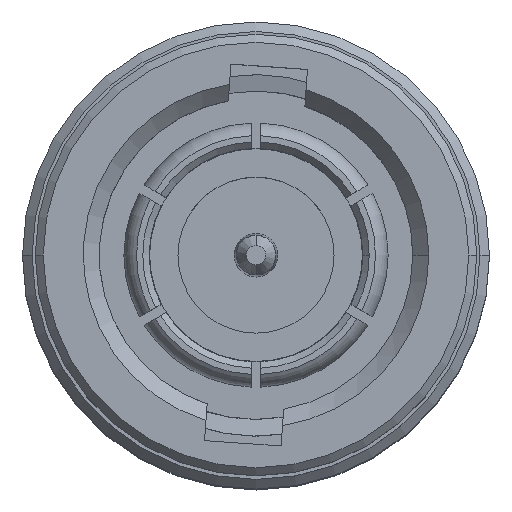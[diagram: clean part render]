
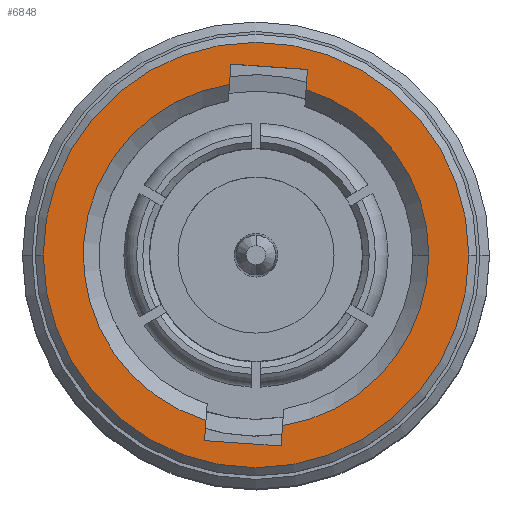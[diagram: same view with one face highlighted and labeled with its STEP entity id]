
A CAD part, top view. The second image highlights one B-rep face of the part: STEP entity #6848.
In plain terms, the highlighted planar face has unit normal (0, 0, 1).
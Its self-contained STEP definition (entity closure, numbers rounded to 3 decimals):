
#183 = VECTOR ( 'NONE', #5077, 1000. ) ;
#353 = CIRCLE ( 'NONE', #2611, 5.4 ) ;
#354 = VECTOR ( 'NONE', #1003, 1000. ) ;
#364 = CARTESIAN_POINT ( 'NONE',  ( 0.786, -5.969, 1.05 ) ) ;
#408 = CARTESIAN_POINT ( 'NONE',  ( -1.528, -4.656, 1.05 ) ) ;
#624 = LINE ( 'NONE', #10653, #354 ) ;
#986 = ORIENTED_EDGE ( 'NONE', *, *, #9956, .F. ) ;
#992 = ORIENTED_EDGE ( 'NONE', *, *, #1205, .F. ) ;
#1003 = DIRECTION ( 'NONE',  ( -0.07, -0.998, 0. ) ) ;
#1030 = CARTESIAN_POINT ( 'NONE',  ( 0.83, -5.336, 1.05 ) ) ;
#1035 = DIRECTION ( 'NONE',  ( 0.07, 0.998, 0. ) ) ;
#1200 = CARTESIAN_POINT ( 'NONE',  ( -1.564, -5.168, 1.05 ) ) ;
#1205 = EDGE_CURVE ( 'NONE', #9515, #7642, #4890, .T. ) ;
#1540 = CARTESIAN_POINT ( 'NONE',  ( -1.609, -5.802, 1.05 ) ) ;
#1643 = AXIS2_PLACEMENT_3D ( 'NONE', #5313, #9628, #4614 ) ;
#1695 = PLANE ( 'NONE',  #6466 ) ;
#1717 = VERTEX_POINT ( 'NONE', #5315 ) ;
#2012 = EDGE_CURVE ( 'NONE', #6846, #4085, #6847, .T. ) ;
#2026 = CIRCLE ( 'NONE', #4103, 5.4 ) ;
#2148 = ORIENTED_EDGE ( 'NONE', *, *, #2012, .F. ) ;
#2383 = CARTESIAN_POINT ( 'NONE',  ( 6.65, 0., 1.05 ) ) ;
#2452 = EDGE_CURVE ( 'NONE', #4085, #10562, #3197, .T. ) ;
#2469 = EDGE_CURVE ( 'NONE', #7450, #3688, #2943, .T. ) ;
#2611 = AXIS2_PLACEMENT_3D ( 'NONE', #10409, #7809, #5732 ) ;
#2861 = CARTESIAN_POINT ( 'NONE',  ( 0., 0., 1.05 ) ) ;
#2943 = CIRCLE ( 'NONE', #7532, 6.65 ) ;
#2966 = EDGE_CURVE ( 'NONE', #10793, #10540, #10351, .T. ) ;
#3095 = EDGE_CURVE ( 'NONE', #1717, #10793, #353, .T. ) ;
#3197 = LINE ( 'NONE', #4084, #5119 ) ;
#3217 = ORIENTED_EDGE ( 'NONE', *, *, #4187, .F. ) ;
#3277 = AXIS2_PLACEMENT_3D ( 'NONE', #8653, #3706, #9535 ) ;
#3359 = ORIENTED_EDGE ( 'NONE', *, *, #6551, .F. ) ;
#3509 = VERTEX_POINT ( 'NONE', #7730 ) ;
#3682 = DIRECTION ( 'NONE',  ( 1., 0., 0. ) ) ;
#3688 = VERTEX_POINT ( 'NONE', #2383 ) ;
#3706 = DIRECTION ( 'NONE',  ( 0., 0., 1. ) ) ;
#3792 = CIRCLE ( 'NONE', #1643, 6.65 ) ;
#4044 = DIRECTION ( 'NONE',  ( 0., 0., 1. ) ) ;
#4084 = CARTESIAN_POINT ( 'NONE',  ( -0.786, 5.969, 1.05 ) ) ;
#4085 = VERTEX_POINT ( 'NONE', #7847 ) ;
#4103 = AXIS2_PLACEMENT_3D ( 'NONE', #2861, #8629, #3682 ) ;
#4124 = ORIENTED_EDGE ( 'NONE', *, *, #4289, .T. ) ;
#4135 = ORIENTED_EDGE ( 'NONE', *, *, #2469, .T. ) ;
#4187 = EDGE_CURVE ( 'NONE', #10562, #1717, #624, .T. ) ;
#4289 = EDGE_CURVE ( 'NONE', #3688, #7450, #3792, .T. ) ;
#4614 = DIRECTION ( 'NONE',  ( -1., 0., 0. ) ) ;
#4794 = CARTESIAN_POINT ( 'NONE',  ( 0., 0., 1.05 ) ) ;
#4890 = LINE ( 'NONE', #6744, #183 ) ;
#5077 = DIRECTION ( 'NONE',  ( 0.07, 0.998, 0. ) ) ;
#5119 = VECTOR ( 'NONE', #7393, 1000. ) ;
#5124 = EDGE_LOOP ( 'NONE', ( #4135, #4124 ) ) ;
#5313 = CARTESIAN_POINT ( 'NONE',  ( 0., 0., 1.05 ) ) ;
#5315 = CARTESIAN_POINT ( 'NONE',  ( -0.83, 5.336, 1.05 ) ) ;
#5618 = DIRECTION ( 'NONE',  ( 0., 0., -1. ) ) ;
#5683 = DIRECTION ( 'NONE',  ( -1., 0., 0. ) ) ;
#5686 = FACE_OUTER_BOUND ( 'NONE', #5124, .T. ) ;
#5732 = DIRECTION ( 'NONE',  ( 1., 0., 0. ) ) ;
#6221 = LINE ( 'NONE', #1540, #8708 ) ;
#6466 = AXIS2_PLACEMENT_3D ( 'NONE', #10835, #5618, #10878 ) ;
#6525 = CARTESIAN_POINT ( 'NONE',  ( 1.564, 5.168, 1.05 ) ) ;
#6551 = EDGE_CURVE ( 'NONE', #10540, #9515, #6221, .T. ) ;
#6744 = CARTESIAN_POINT ( 'NONE',  ( 0.866, -4.823, 1.05 ) ) ;
#6846 = VERTEX_POINT ( 'NONE', #6525 ) ;
#6847 = LINE ( 'NONE', #8456, #8780 ) ;
#6848 = ADVANCED_FACE ( 'NONE', ( #7649, #5686 ), #1695, .F. ) ;
#7033 = CARTESIAN_POINT ( 'NONE',  ( -0.786, 5.969, 1.05 ) ) ;
#7361 = ORIENTED_EDGE ( 'NONE', *, *, #10525, .F. ) ;
#7393 = DIRECTION ( 'NONE',  ( -0.998, 0.07, 0. ) ) ;
#7450 = VERTEX_POINT ( 'NONE', #8494 ) ;
#7471 = CIRCLE ( 'NONE', #3277, 5.4 ) ;
#7532 = AXIS2_PLACEMENT_3D ( 'NONE', #4794, #4044, #5683 ) ;
#7642 = VERTEX_POINT ( 'NONE', #1030 ) ;
#7649 = FACE_BOUND ( 'NONE', #9809, .T. ) ;
#7730 = CARTESIAN_POINT ( 'NONE',  ( 5.4, 0., 1.05 ) ) ;
#7809 = DIRECTION ( 'NONE',  ( 0., 0., 1. ) ) ;
#7847 = CARTESIAN_POINT ( 'NONE',  ( 1.609, 5.802, 1.05 ) ) ;
#8064 = VECTOR ( 'NONE', #10187, 1000. ) ;
#8448 = ORIENTED_EDGE ( 'NONE', *, *, #3095, .F. ) ;
#8456 = CARTESIAN_POINT ( 'NONE',  ( 1.609, 5.802, 1.05 ) ) ;
#8494 = CARTESIAN_POINT ( 'NONE',  ( -6.65, 0., 1.05 ) ) ;
#8629 = DIRECTION ( 'NONE',  ( 0., 0., 1. ) ) ;
#8653 = CARTESIAN_POINT ( 'NONE',  ( 0., 0., 1.05 ) ) ;
#8708 = VECTOR ( 'NONE', #9861, 1000. ) ;
#8780 = VECTOR ( 'NONE', #1035, 1000. ) ;
#9260 = ORIENTED_EDGE ( 'NONE', *, *, #2966, .F. ) ;
#9515 = VERTEX_POINT ( 'NONE', #364 ) ;
#9535 = DIRECTION ( 'NONE',  ( 1., 0., 0. ) ) ;
#9628 = DIRECTION ( 'NONE',  ( 0., 0., 1. ) ) ;
#9696 = ORIENTED_EDGE ( 'NONE', *, *, #2452, .F. ) ;
#9809 = EDGE_LOOP ( 'NONE', ( #8448, #3217, #9696, #2148, #7361, #986, #992, #3359, #9260 ) ) ;
#9861 = DIRECTION ( 'NONE',  ( 0.998, -0.07, 0. ) ) ;
#9956 = EDGE_CURVE ( 'NONE', #7642, #3509, #2026, .T. ) ;
#10187 = DIRECTION ( 'NONE',  ( -0.07, -0.998, 0. ) ) ;
#10351 = LINE ( 'NONE', #408, #8064 ) ;
#10409 = CARTESIAN_POINT ( 'NONE',  ( 0., 0., 1.05 ) ) ;
#10414 = CARTESIAN_POINT ( 'NONE',  ( -1.609, -5.802, 1.05 ) ) ;
#10525 = EDGE_CURVE ( 'NONE', #3509, #6846, #7471, .T. ) ;
#10540 = VERTEX_POINT ( 'NONE', #10414 ) ;
#10562 = VERTEX_POINT ( 'NONE', #7033 ) ;
#10653 = CARTESIAN_POINT ( 'NONE',  ( -0.866, 4.823, 1.05 ) ) ;
#10793 = VERTEX_POINT ( 'NONE', #1200 ) ;
#10835 = CARTESIAN_POINT ( 'NONE',  ( 0., 0., 1.05 ) ) ;
#10878 = DIRECTION ( 'NONE',  ( -1., 0., 0. ) ) ;
